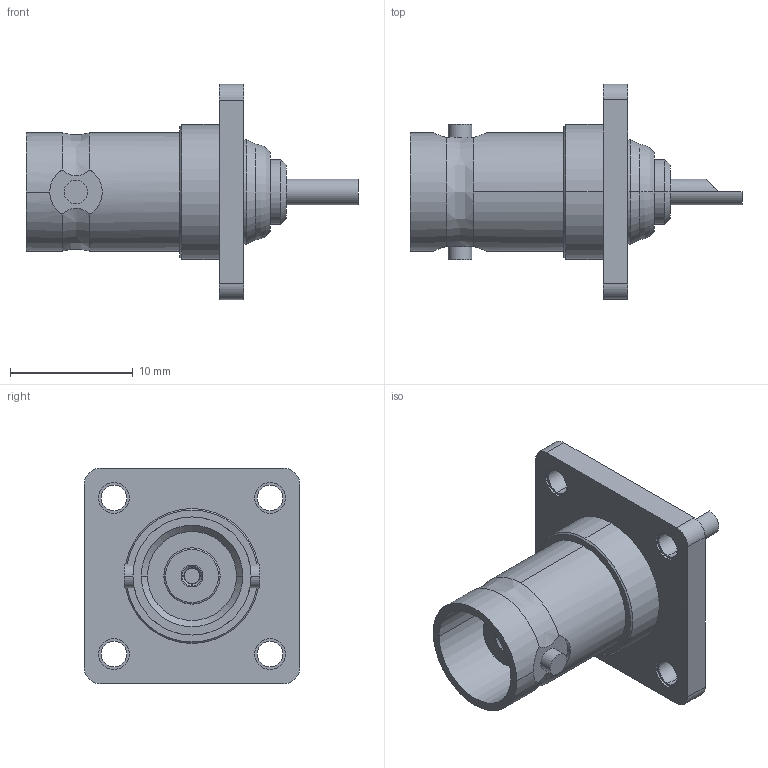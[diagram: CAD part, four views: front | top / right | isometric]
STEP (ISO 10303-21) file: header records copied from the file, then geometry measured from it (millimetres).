
FILE_DESCRIPTION (( 'STEP AP203' ), '1' );
FILE_NAME ('PE4010.step', '2019-04-26T16:57:49', ( '' ), ( '' ), 'SwSTEP 2.0', 'SolidWorks 2018', '' );
FILE_SCHEMA (( 'CONFIG_CONTROL_DESIGN' ));
Length unit declared in the file: inch
Products named in the file (1): PE4010
Bounding box: 27 x 17.5 x 17.5 mm (x, y, z)
Volume: 1503.6 mm3; surface area: 1748.5 mm2
Topology: 1 solids, 1 shells, 124 faces, 295 edges, 191 vertices
Faces by surface type: cylinder 60, plane 46, cone 12, torus 4, bspline 2
Entity records: 3851 total; most frequent: CARTESIAN_POINT 786, DIRECTION 670, ORIENTED_EDGE 590, EDGE_CURVE 295, AXIS2_PLACEMENT_3D 273, VERTEX_POINT 191, CIRCLE 150, EDGE_LOOP 150
